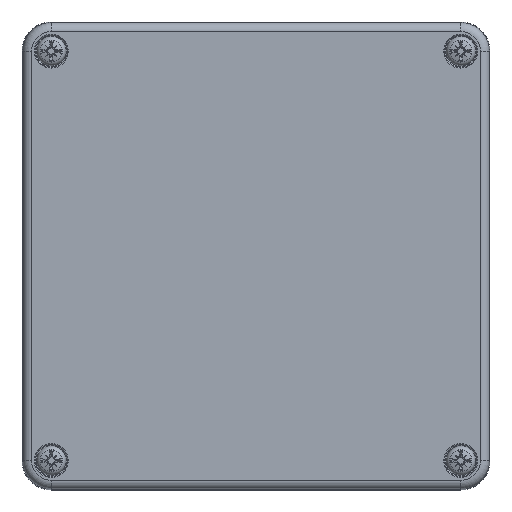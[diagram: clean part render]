
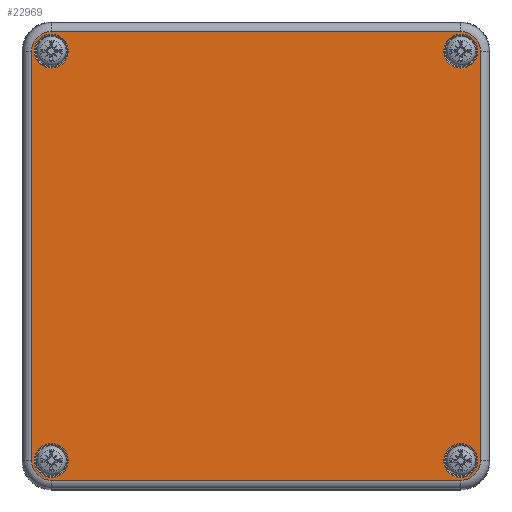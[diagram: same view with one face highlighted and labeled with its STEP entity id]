
A CAD part, top view. The second image highlights one B-rep face of the part: STEP entity #22969.
In plain terms, the highlighted face is planar.
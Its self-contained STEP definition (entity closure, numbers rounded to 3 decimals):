
#22548=CARTESIAN_POINT('',(76.703,-70.,-20.0));
#22549=VERTEX_POINT('',#22548);
#22557=CARTESIAN_POINT('',(76.703,70.,-20.0));
#22558=VERTEX_POINT('',#22557);
#22559=CARTESIAN_POINT('',(76.703,-70.,-20.0));
#22560=DIRECTION('',(0.0,1.0,0.0));
#22561=VECTOR('',#22560,140.);
#22562=LINE('',#22559,#22561);
#22563=EDGE_CURVE('',#22549,#22558,#22562,.T.);
#22590=CARTESIAN_POINT('',(70.,-76.703,-20.0));
#22591=VERTEX_POINT('',#22590);
#22599=CARTESIAN_POINT('',(70.,-70.,-20.0));
#22600=DIRECTION('',(0.0,0.0,1.0));
#22601=DIRECTION('',(0.707,-0.707,0.0));
#22602=AXIS2_PLACEMENT_3D('',#22599,#22600,#22601);
#22603=CIRCLE('',#22602,6.703);
#22604=EDGE_CURVE('',#22591,#22549,#22603,.T.);
#22622=CARTESIAN_POINT('',(70.,76.703,-20.0));
#22623=VERTEX_POINT('',#22622);
#22641=CARTESIAN_POINT('',(70.,70.,-20.0));
#22642=DIRECTION('',(0.0,0.0,1.0));
#22643=DIRECTION('',(0.707,0.707,0.0));
#22644=AXIS2_PLACEMENT_3D('',#22641,#22642,#22643);
#22645=CIRCLE('',#22644,6.703);
#22646=EDGE_CURVE('',#22558,#22623,#22645,.T.);
#22658=CARTESIAN_POINT('',(-70.,-76.703,-20.0));
#22659=VERTEX_POINT('',#22658);
#22667=CARTESIAN_POINT('',(-70.,-76.703,-20.0));
#22668=DIRECTION('',(1.0,0.0,0.0));
#22669=VECTOR('',#22668,140.);
#22670=LINE('',#22667,#22669);
#22671=EDGE_CURVE('',#22659,#22591,#22670,.T.);
#22688=CARTESIAN_POINT('',(-70.,76.703,-20.0));
#22689=VERTEX_POINT('',#22688);
#22706=CARTESIAN_POINT('',(70.,76.703,-20.0));
#22707=DIRECTION('',(-1.0,0.0,0.0));
#22708=VECTOR('',#22707,140.);
#22709=LINE('',#22706,#22708);
#22710=EDGE_CURVE('',#22623,#22689,#22709,.T.);
#22722=CARTESIAN_POINT('',(-76.703,-70.,-20.0));
#22723=VERTEX_POINT('',#22722);
#22731=CARTESIAN_POINT('',(-70.,-70.,-20.0));
#22732=DIRECTION('',(0.0,0.0,1.0));
#22733=DIRECTION('',(-0.707,-0.707,0.0));
#22734=AXIS2_PLACEMENT_3D('',#22731,#22732,#22733);
#22735=CIRCLE('',#22734,6.703);
#22736=EDGE_CURVE('',#22723,#22659,#22735,.T.);
#22754=CARTESIAN_POINT('',(-76.703,70.,-20.0));
#22755=VERTEX_POINT('',#22754);
#22773=CARTESIAN_POINT('',(-70.,70.,-20.0));
#22774=DIRECTION('',(0.0,0.0,1.0));
#22775=DIRECTION('',(-0.707,0.707,0.0));
#22776=AXIS2_PLACEMENT_3D('',#22773,#22774,#22775);
#22777=CIRCLE('',#22776,6.703);
#22778=EDGE_CURVE('',#22689,#22755,#22777,.T.);
#22796=CARTESIAN_POINT('',(-76.703,70.,-20.0));
#22797=DIRECTION('',(0.0,-1.0,0.0));
#22798=VECTOR('',#22797,140.);
#22799=LINE('',#22796,#22798);
#22800=EDGE_CURVE('',#22755,#22723,#22799,.T.);
#22910=CARTESIAN_POINT('',(0.,0.,-20.0));
#22911=DIRECTION('',(0.0,0.0,1.0));
#22912=DIRECTION('',(1.0,0.0,0.0));
#22913=AXIS2_PLACEMENT_3D('',#22910,#22911,#22912);
#22914=PLANE('',#22913);
#22915=ORIENTED_EDGE('',*,*,#22563,.F.);
#22916=ORIENTED_EDGE('',*,*,#22604,.F.);
#22917=ORIENTED_EDGE('',*,*,#22671,.F.);
#22918=ORIENTED_EDGE('',*,*,#22736,.F.);
#22919=ORIENTED_EDGE('',*,*,#22800,.F.);
#22920=ORIENTED_EDGE('',*,*,#22778,.F.);
#22921=ORIENTED_EDGE('',*,*,#22710,.F.);
#22922=ORIENTED_EDGE('',*,*,#22646,.F.);
#22923=EDGE_LOOP('',(#22915,#22916,#22917,#22918,#22919,#22920,#22921,#22922));
#22924=FACE_OUTER_BOUND('',#22923,.T.);
#22925=CARTESIAN_POINT('',(-75.8,70.,-20.0));
#22926=VERTEX_POINT('',#22925);
#22927=CARTESIAN_POINT('',(-70.,70.,-20.0));
#22928=DIRECTION('',(0.0,0.0,-1.0));
#22929=DIRECTION('',(1.0,0.0,0.0));
#22930=AXIS2_PLACEMENT_3D('',#22927,#22928,#22929);
#22931=CIRCLE('',#22930,5.8);
#22932=EDGE_CURVE('',#22926,#22926,#22931,.T.);
#22933=ORIENTED_EDGE('',*,*,#22932,.F.);
#22934=EDGE_LOOP('',(#22933));
#22935=FACE_BOUND('',#22934,.T.);
#22936=CARTESIAN_POINT('',(64.2,70.,-20.0));
#22937=VERTEX_POINT('',#22936);
#22938=CARTESIAN_POINT('',(70.,70.,-20.0));
#22939=DIRECTION('',(0.0,0.0,-1.0));
#22940=DIRECTION('',(1.0,0.0,0.0));
#22941=AXIS2_PLACEMENT_3D('',#22938,#22939,#22940);
#22942=CIRCLE('',#22941,5.8);
#22943=EDGE_CURVE('',#22937,#22937,#22942,.T.);
#22944=ORIENTED_EDGE('',*,*,#22943,.F.);
#22945=EDGE_LOOP('',(#22944));
#22946=FACE_BOUND('',#22945,.T.);
#22947=CARTESIAN_POINT('',(64.2,-70.,-20.0));
#22948=VERTEX_POINT('',#22947);
#22949=CARTESIAN_POINT('',(70.,-70.,-20.0));
#22950=DIRECTION('',(0.0,0.0,-1.0));
#22951=DIRECTION('',(1.0,0.0,0.0));
#22952=AXIS2_PLACEMENT_3D('',#22949,#22950,#22951);
#22953=CIRCLE('',#22952,5.8);
#22954=EDGE_CURVE('',#22948,#22948,#22953,.T.);
#22955=ORIENTED_EDGE('',*,*,#22954,.F.);
#22956=EDGE_LOOP('',(#22955));
#22957=FACE_BOUND('',#22956,.T.);
#22958=CARTESIAN_POINT('',(-75.8,-70.,-20.0));
#22959=VERTEX_POINT('',#22958);
#22960=CARTESIAN_POINT('',(-70.,-70.,-20.0));
#22961=DIRECTION('',(0.0,0.0,-1.0));
#22962=DIRECTION('',(1.0,0.0,0.0));
#22963=AXIS2_PLACEMENT_3D('',#22960,#22961,#22962);
#22964=CIRCLE('',#22963,5.8);
#22965=EDGE_CURVE('',#22959,#22959,#22964,.T.);
#22966=ORIENTED_EDGE('',*,*,#22965,.F.);
#22967=EDGE_LOOP('',(#22966));
#22968=FACE_BOUND('',#22967,.T.);
#22969=ADVANCED_FACE('',(#22924,#22935,#22946,#22957,#22968),#22914,.F.);
